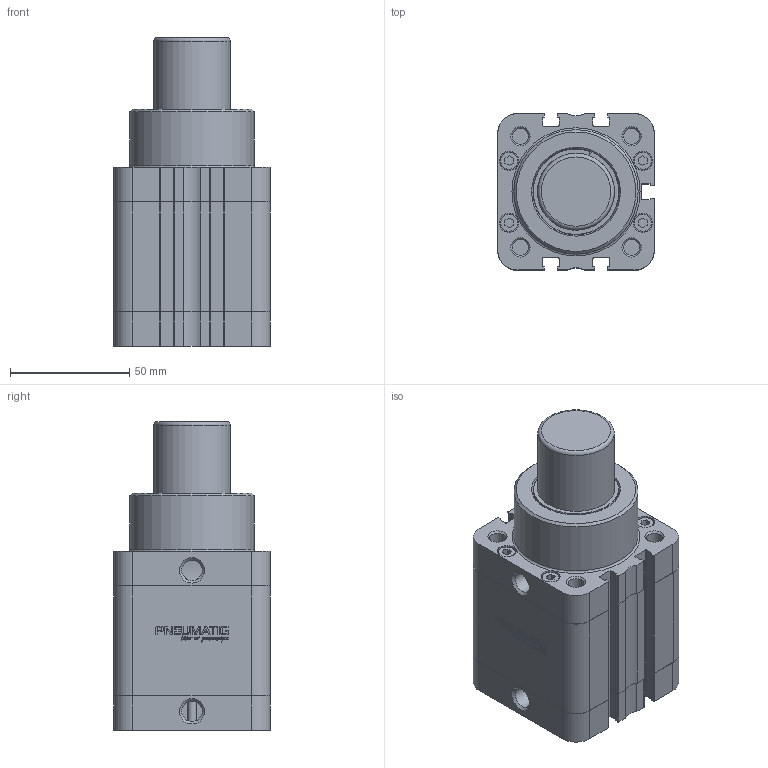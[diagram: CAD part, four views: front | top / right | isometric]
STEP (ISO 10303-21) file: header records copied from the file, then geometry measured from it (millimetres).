
FILE_DESCRIPTION(/* description */ (''),/* implementation_level */ '2;1');
FILE_NAME(/* name */ 'C-S-050-0030.stp',/* time_stamp */ '2017-02-09T14:50:13+01:00',/* author */ (''),/* organization */ (''),/* preprocessor_version */ 'ST-DEVELOPER v15.2',/* originating_system */ 'Autodesk Translator Framework v2.0.0.5431',/* authorisation */ '');
FILE_SCHEMA (('AUTOMOTIVE_DESIGN { 1 0 10303 214 3 1 1 }'));
Products named in the file (1): (Unsaved)
Bounding box: 65.5 x 65.5 x 129.3 mm (x, y, z)
Volume: 287749.7 mm3; surface area: 73665.6 mm2
Topology: 4 solids, 13 shells, 1302 faces, 3543 edges, 2316 vertices
Faces by surface type: bspline 641, plane 407, cylinder 190, cone 45, torus 19
Full cylindrical faces by diameter (mm): 3.5 x1, 5.9 x8, 6.647 x9, 7.5 x8, 8 x8, 8.566 x2, 10.5 x4, 12 x1, 16 x1, 32 x1, 34 x2, 36 x1, 37.5 x1, 50 x1, 52 x1
Entity records: 46300 total; most frequent: CARTESIAN_POINT 17920, ORIENTED_EDGE 6884, DIRECTION 3893, EDGE_CURVE 3422, VERTEX_POINT 2305, LINE 1689, VECTOR 1689, EDGE_LOOP 1501
